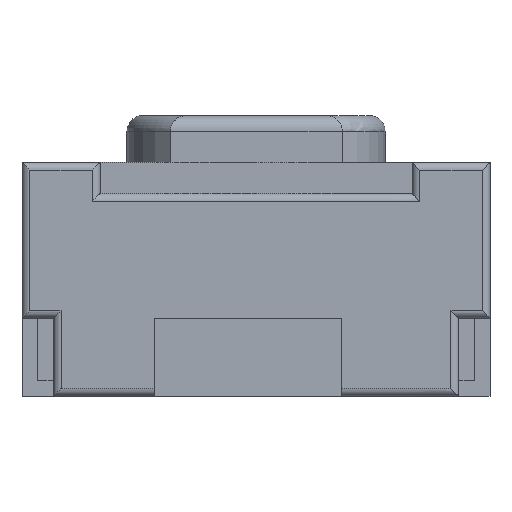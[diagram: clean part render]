
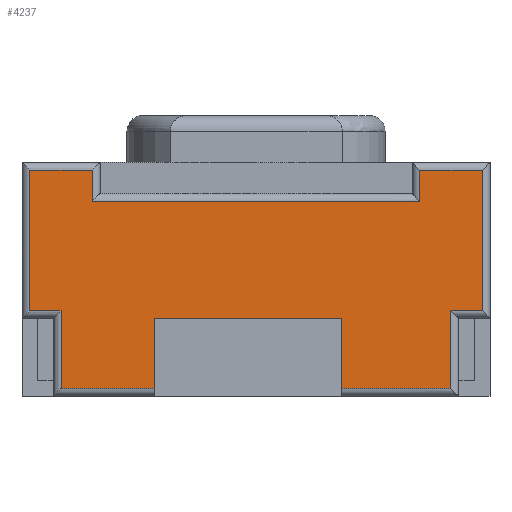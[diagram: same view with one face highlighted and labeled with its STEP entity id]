
A CAD part, left-side view. The second image highlights one B-rep face of the part: STEP entity #4237.
In plain terms, the highlighted planar face has unit normal (-1, 0, 0).
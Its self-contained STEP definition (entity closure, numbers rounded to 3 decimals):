
#33 = EDGE_CURVE ( 'NONE', #1755, #5298, #4266, .T. ) ;
#81 = VECTOR ( 'NONE', #3990, 1000. ) ;
#109 = VERTEX_POINT ( 'NONE', #1507 ) ;
#155 = DIRECTION ( 'NONE',  ( 0., 0., 1. ) ) ;
#210 = DIRECTION ( 'NONE',  ( 0., 0., 1. ) ) ;
#292 = CARTESIAN_POINT ( 'NONE',  ( 0., 2.75, 0. ) ) ;
#314 = EDGE_CURVE ( 'NONE', #986, #3966, #4687, .T. ) ;
#373 = DIRECTION ( 'NONE',  ( 0., 0., -1. ) ) ;
#397 = VECTOR ( 'NONE', #210, 1000. ) ;
#596 = CARTESIAN_POINT ( 'NONE',  ( 0., 0., 1.45 ) ) ;
#652 = ORIENTED_EDGE ( 'NONE', *, *, #3002, .T. ) ;
#728 = ORIENTED_EDGE ( 'NONE', *, *, #969, .T. ) ;
#762 = DIRECTION ( 'NONE',  ( 0., 1., 0. ) ) ;
#809 = ORIENTED_EDGE ( 'NONE', *, *, #3474, .T. ) ;
#816 = CARTESIAN_POINT ( 'NONE',  ( 0., 2.75, 0.05 ) ) ;
#849 = LINE ( 'NONE', #4943, #2942 ) ;
#904 = DIRECTION ( 'NONE',  ( 1., 0., 0. ) ) ;
#958 = DIRECTION ( 'NONE',  ( 0., 0., 1. ) ) ;
#969 = EDGE_CURVE ( 'NONE', #4069, #986, #5348, .T. ) ;
#986 = VERTEX_POINT ( 'NONE', #4735 ) ;
#1064 = LINE ( 'NONE', #1506, #2044 ) ;
#1254 = ORIENTED_EDGE ( 'NONE', *, *, #33, .T. ) ;
#1270 = ORIENTED_EDGE ( 'NONE', *, *, #314, .T. ) ;
#1324 = LINE ( 'NONE', #292, #2173 ) ;
#1393 = AXIS2_PLACEMENT_3D ( 'NONE', #3399, #904, #3825 ) ;
#1493 = ORIENTED_EDGE ( 'NONE', *, *, #4138, .T. ) ;
#1506 = CARTESIAN_POINT ( 'NONE',  ( 0., 0., 0.55 ) ) ;
#1507 = CARTESIAN_POINT ( 'NONE',  ( 0., 0.25, 0.05 ) ) ;
#1514 = VERTEX_POINT ( 'NONE', #2088 ) ;
#1527 = LINE ( 'NONE', #1858, #397 ) ;
#1632 = PLANE ( 'NONE',  #1393 ) ;
#1651 = EDGE_CURVE ( 'NONE', #3918, #4069, #2922, .T. ) ;
#1714 = ORIENTED_EDGE ( 'NONE', *, *, #1651, .T. ) ;
#1755 = VERTEX_POINT ( 'NONE', #3734 ) ;
#1826 = FACE_OUTER_BOUND ( 'NONE', #2574, .T. ) ;
#1858 = CARTESIAN_POINT ( 'NONE',  ( 0., 0.05, 1.5 ) ) ;
#1872 = VECTOR ( 'NONE', #958, 1000. ) ;
#1881 = CARTESIAN_POINT ( 'NONE',  ( 0., 0.05, 0.55 ) ) ;
#1916 = DIRECTION ( 'NONE',  ( 0., -1., 0. ) ) ;
#2009 = VERTEX_POINT ( 'NONE', #3546 ) ;
#2044 = VECTOR ( 'NONE', #1916, 1000. ) ;
#2088 = CARTESIAN_POINT ( 'NONE',  ( 0., 2.75, 0.55 ) ) ;
#2173 = VECTOR ( 'NONE', #2783, 1000. ) ;
#2293 = CARTESIAN_POINT ( 'NONE',  ( 0., 0.25, 0.5 ) ) ;
#2309 = EDGE_CURVE ( 'NONE', #2877, #3918, #1527, .T. ) ;
#2355 = VECTOR ( 'NONE', #762, 1000. ) ;
#2399 = CARTESIAN_POINT ( 'NONE',  ( 0., 0., 1.45 ) ) ;
#2574 = EDGE_LOOP ( 'NONE', ( #1493, #809, #5053, #2651, #3890, #1714, #728, #1270, #3362, #1254, #3174, #652 ) ) ;
#2651 = ORIENTED_EDGE ( 'NONE', *, *, #3476, .T. ) ;
#2714 = VECTOR ( 'NONE', #5380, 1000. ) ;
#2783 = DIRECTION ( 'NONE',  ( 0., 0., -1. ) ) ;
#2840 = EDGE_CURVE ( 'NONE', #109, #2009, #4932, .T. ) ;
#2857 = CARTESIAN_POINT ( 'NONE',  ( 0., 2.5, 1.25 ) ) ;
#2877 = VERTEX_POINT ( 'NONE', #1881 ) ;
#2922 = LINE ( 'NONE', #2399, #4030 ) ;
#2942 = VECTOR ( 'NONE', #373, 1000. ) ;
#2970 = CARTESIAN_POINT ( 'NONE',  ( 0., 0.45, 1.5 ) ) ;
#3002 = EDGE_CURVE ( 'NONE', #5001, #1514, #4924, .T. ) ;
#3084 = VERTEX_POINT ( 'NONE', #816 ) ;
#3118 = VECTOR ( 'NONE', #4320, 1000. ) ;
#3163 = VECTOR ( 'NONE', #3928, 1000. ) ;
#3174 = ORIENTED_EDGE ( 'NONE', *, *, #4219, .T. ) ;
#3362 = ORIENTED_EDGE ( 'NONE', *, *, #4787, .T. ) ;
#3399 = CARTESIAN_POINT ( 'NONE',  ( 0., 0., 1.5 ) ) ;
#3451 = CARTESIAN_POINT ( 'NONE',  ( 0., 2.55, 1.5 ) ) ;
#3474 = EDGE_CURVE ( 'NONE', #3084, #109, #5375, .T. ) ;
#3476 = EDGE_CURVE ( 'NONE', #2009, #2877, #1064, .T. ) ;
#3508 = CARTESIAN_POINT ( 'NONE',  ( 0., 2.95, 1.45 ) ) ;
#3546 = CARTESIAN_POINT ( 'NONE',  ( 0., 0.25, 0.55 ) ) ;
#3585 = CARTESIAN_POINT ( 'NONE',  ( 0., 0.45, 1.45 ) ) ;
#3645 = DIRECTION ( 'NONE',  ( 0., 1., 0. ) ) ;
#3734 = CARTESIAN_POINT ( 'NONE',  ( 0., 2.55, 1.45 ) ) ;
#3825 = DIRECTION ( 'NONE',  ( 0., 0., -1. ) ) ;
#3890 = ORIENTED_EDGE ( 'NONE', *, *, #2309, .T. ) ;
#3918 = VERTEX_POINT ( 'NONE', #5091 ) ;
#3928 = DIRECTION ( 'NONE',  ( 0., 1., 0. ) ) ;
#3966 = VERTEX_POINT ( 'NONE', #4375 ) ;
#3990 = DIRECTION ( 'NONE',  ( 0., -1., 0. ) ) ;
#4014 = LINE ( 'NONE', #3451, #1872 ) ;
#4030 = VECTOR ( 'NONE', #3645, 1000. ) ;
#4069 = VERTEX_POINT ( 'NONE', #3585 ) ;
#4116 = CARTESIAN_POINT ( 'NONE',  ( 0., 2.95, 0.55 ) ) ;
#4138 = EDGE_CURVE ( 'NONE', #1514, #3084, #1324, .T. ) ;
#4219 = EDGE_CURVE ( 'NONE', #5298, #5001, #849, .T. ) ;
#4237 = ADVANCED_FACE ( 'NONE', ( #1826 ), #1632, .F. ) ;
#4266 = LINE ( 'NONE', #596, #3163 ) ;
#4320 = DIRECTION ( 'NONE',  ( 0., 0., -1. ) ) ;
#4375 = CARTESIAN_POINT ( 'NONE',  ( 0., 2.55, 1.25 ) ) ;
#4687 = LINE ( 'NONE', #2857, #2355 ) ;
#4735 = CARTESIAN_POINT ( 'NONE',  ( 0., 0.45, 1.25 ) ) ;
#4787 = EDGE_CURVE ( 'NONE', #3966, #1755, #4014, .T. ) ;
#4796 = VECTOR ( 'NONE', #155, 1000. ) ;
#4924 = LINE ( 'NONE', #4959, #2714 ) ;
#4932 = LINE ( 'NONE', #2293, #4796 ) ;
#4943 = CARTESIAN_POINT ( 'NONE',  ( 0., 2.95, 1.5 ) ) ;
#4959 = CARTESIAN_POINT ( 'NONE',  ( 0., 0., 0.55 ) ) ;
#5001 = VERTEX_POINT ( 'NONE', #4116 ) ;
#5053 = ORIENTED_EDGE ( 'NONE', *, *, #2840, .T. ) ;
#5091 = CARTESIAN_POINT ( 'NONE',  ( 0., 0.05, 1.45 ) ) ;
#5230 = CARTESIAN_POINT ( 'NONE',  ( 0., 0.2, 0.05 ) ) ;
#5298 = VERTEX_POINT ( 'NONE', #3508 ) ;
#5348 = LINE ( 'NONE', #2970, #3118 ) ;
#5375 = LINE ( 'NONE', #5230, #81 ) ;
#5380 = DIRECTION ( 'NONE',  ( 0., -1., 0. ) ) ;
